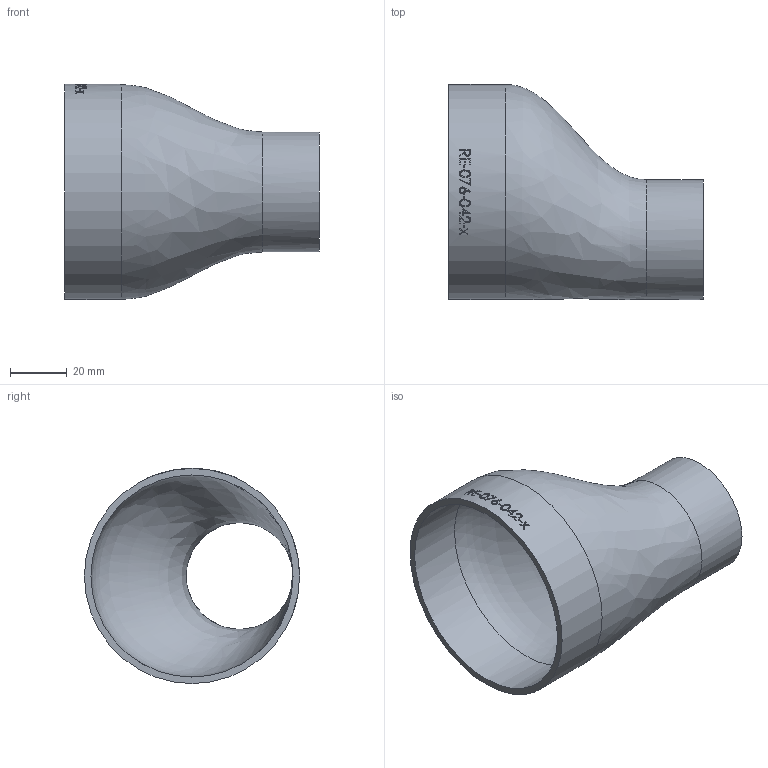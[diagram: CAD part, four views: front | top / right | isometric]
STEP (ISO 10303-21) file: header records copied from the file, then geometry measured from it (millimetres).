
FILE_DESCRIPTION (( 'STEP AP214' ), '1' );
FILE_NAME ('RE-076-042-x Reduzierung Exzenter 76,1x42,4x2,3x2,0 BL90 2012.STEP', '2020-12-30T13:43:33', ( '' ), ( '' ), 'SwSTEP 2.0', 'SolidWorks 2019', '' );
FILE_SCHEMA (( 'AUTOMOTIVE_DESIGN' ));
Length unit declared in the file: millimetre
Products named in the file (1): RE-076-042-x Reduzierung Exzenter 76,1x42,4x2,3x2,0 BL90 2012
Bounding box: 90 x 76.1 x 76.1 mm (x, y, z)
Volume: 39011.6 mm3; surface area: 34648.1 mm2
Topology: 1 solids, 1 shells, 140 faces, 365 edges, 243 vertices
Faces by surface type: bspline 61, plane 56, cylinder 22, cone 1
Full cylindrical faces by diameter (mm): 37.8 x1, 42.4 x1, 71.5 x1, 76.1 x1
Entity records: 14980 total; most frequent: CARTESIAN_POINT 10713, ORIENTED_EDGE 696, DIRECTION 384, EDGE_CURVE 348, VERTEX_POINT 235, B_SPLINE_CURVE_WITH_KNOTS 192, EDGE_LOOP 165, AXIS2_PLACEMENT_3D 149
